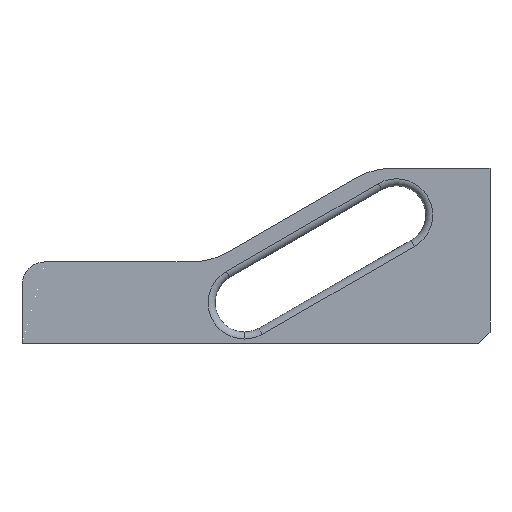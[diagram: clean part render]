
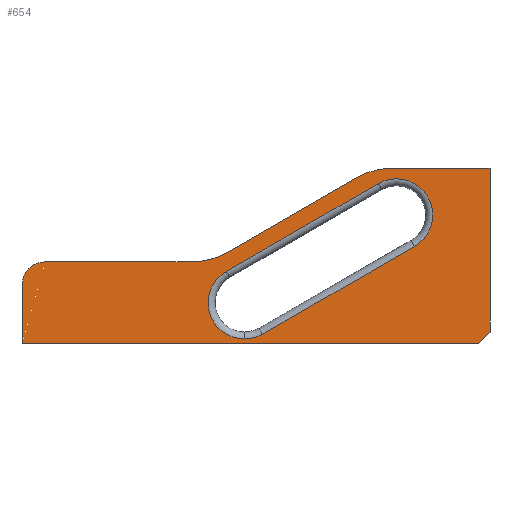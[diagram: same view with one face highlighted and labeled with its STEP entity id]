
A CAD part, left-side view. The second image highlights one B-rep face of the part: STEP entity #654.
In plain terms, the highlighted planar face has unit normal (-1, 0, 0).
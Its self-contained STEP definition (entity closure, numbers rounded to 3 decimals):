
#8 = AXIS2_PLACEMENT_3D ( 'NONE', #1072, #453, #1187 ) ;
#31 = EDGE_CURVE ( 'NONE', #700, #360, #781, .T. ) ;
#64 = DIRECTION ( 'NONE',  ( 0., 0., -1. ) ) ;
#80 = DIRECTION ( 'NONE',  ( 0., 0., -1. ) ) ;
#84 = VECTOR ( 'NONE', #149, 1000. ) ;
#89 = EDGE_CURVE ( 'NONE', #491, #839, #563, .T. ) ;
#117 = DIRECTION ( 'NONE',  ( 0., -0.866, 0.5 ) ) ;
#142 = CARTESIAN_POINT ( 'NONE',  ( 0., 47.75, -6.577 ) ) ;
#143 = ORIENTED_EDGE ( 'NONE', *, *, #951, .T. ) ;
#145 = AXIS2_PLACEMENT_3D ( 'NONE', #645, #1180, #1283 ) ;
#149 = DIRECTION ( 'NONE',  ( 0., 0.866, -0.5 ) ) ;
#159 = CARTESIAN_POINT ( 'NONE',  ( 0., 0., -75. ) ) ;
#181 = CARTESIAN_POINT ( 'NONE',  ( 0., 56.962, -4.019 ) ) ;
#182 = FACE_BOUND ( 'NONE', #1234, .T. ) ;
#189 = EDGE_CURVE ( 'NONE', #1257, #333, #1205, .T. ) ;
#192 = EDGE_CURVE ( 'NONE', #854, #360, #910, .T. ) ;
#212 = CARTESIAN_POINT ( 'NONE',  ( 0., 47.75, -6.577 ) ) ;
#214 = LINE ( 'NONE', #1137, #230 ) ;
#222 = VERTEX_POINT ( 'NONE', #876 ) ;
#228 = DIRECTION ( 'NONE',  ( 0., 0., -1. ) ) ;
#230 = VECTOR ( 'NONE', #1239, 1000. ) ;
#232 = EDGE_LOOP ( 'NONE', ( #234, #1213, #890, #1221, #777, #739, #374, #381, #635, #887 ) ) ;
#234 = ORIENTED_EDGE ( 'NONE', *, *, #879, .F. ) ;
#235 = AXIS2_PLACEMENT_3D ( 'NONE', #527, #1042, #738 ) ;
#247 = EDGE_CURVE ( 'NONE', #854, #272, #814, .T. ) ;
#251 = VERTEX_POINT ( 'NONE', #882 ) ;
#255 = CARTESIAN_POINT ( 'NONE',  ( 0., 0., -70. ) ) ;
#272 = VERTEX_POINT ( 'NONE', #900 ) ;
#282 = VERTEX_POINT ( 'NONE', #181 ) ;
#295 = VECTOR ( 'NONE', #117, 1000. ) ;
#296 = CARTESIAN_POINT ( 'NONE',  ( 0., 41.962, -30. ) ) ;
#314 = CARTESIAN_POINT ( 'NONE',  ( 0., 41.962, 0. ) ) ;
#333 = VERTEX_POINT ( 'NONE', #586 ) ;
#339 = ORIENTED_EDGE ( 'NONE', *, *, #931, .T. ) ;
#360 = VERTEX_POINT ( 'NONE', #255 ) ;
#366 = CARTESIAN_POINT ( 'NONE',  ( 0., 97.202, -70.923 ) ) ;
#374 = ORIENTED_EDGE ( 'NONE', *, *, #720, .F. ) ;
#381 = ORIENTED_EDGE ( 'NONE', *, *, #749, .T. ) ;
#384 = DIRECTION ( 'NONE',  ( 1., 0., 0. ) ) ;
#405 = CARTESIAN_POINT ( 'NONE',  ( 0., 5., -75. ) ) ;
#409 = VERTEX_POINT ( 'NONE', #1045 ) ;
#417 = DIRECTION ( 'NONE',  ( 1., 0., 0. ) ) ;
#437 = CARTESIAN_POINT ( 'NONE',  ( 0., 190., -40. ) ) ;
#443 = LINE ( 'NONE', #1360, #1319 ) ;
#453 = DIRECTION ( 'NONE',  ( 1., 0., 0. ) ) ;
#489 = FACE_OUTER_BOUND ( 'NONE', #232, .T. ) ;
#491 = VERTEX_POINT ( 'NONE', #437 ) ;
#504 = DIRECTION ( 'NONE',  ( 0., 0., -1. ) ) ;
#511 = CARTESIAN_POINT ( 'NONE',  ( 0., 104.952, -73. ) ) ;
#527 = CARTESIAN_POINT ( 'NONE',  ( 0., 104.952, -57.5 ) ) ;
#563 = CIRCLE ( 'NONE', #145, 10. ) ;
#583 = CIRCLE ( 'NONE', #1171, 30. ) ;
#586 = CARTESIAN_POINT ( 'NONE',  ( 0., 97.202, -70.923 ) ) ;
#608 = AXIS2_PLACEMENT_3D ( 'NONE', #1211, #384, #1210 ) ;
#616 = LINE ( 'NONE', #1127, #853 ) ;
#617 = CARTESIAN_POINT ( 'NONE',  ( 0., 200., -50. ) ) ;
#623 = VERTEX_POINT ( 'NONE', #142 ) ;
#635 = ORIENTED_EDGE ( 'NONE', *, *, #677, .F. ) ;
#645 = CARTESIAN_POINT ( 'NONE',  ( 0., 190., -50. ) ) ;
#654 = ADVANCED_FACE ( 'NONE', ( #182, #489 ), #850, .F. ) ;
#669 = DIRECTION ( 'NONE',  ( 0., -0.707, 0.707 ) ) ;
#677 = EDGE_CURVE ( 'NONE', #222, #282, #616, .T. ) ;
#693 = CARTESIAN_POINT ( 'NONE',  ( 0., 104.952, -57.5 ) ) ;
#700 = VERTEX_POINT ( 'NONE', #1032 ) ;
#706 = AXIS2_PLACEMENT_3D ( 'NONE', #693, #1118, #64 ) ;
#720 = EDGE_CURVE ( 'NONE', #733, #700, #214, .T. ) ;
#733 = VERTEX_POINT ( 'NONE', #314 ) ;
#737 = VERTEX_POINT ( 'NONE', #511 ) ;
#738 = DIRECTION ( 'NONE',  ( 0., 0., -1. ) ) ;
#739 = ORIENTED_EDGE ( 'NONE', *, *, #31, .F. ) ;
#749 = EDGE_CURVE ( 'NONE', #733, #282, #583, .T. ) ;
#777 = ORIENTED_EDGE ( 'NONE', *, *, #192, .T. ) ;
#781 = LINE ( 'NONE', #961, #992 ) ;
#785 = EDGE_CURVE ( 'NONE', #623, #1257, #1038, .T. ) ;
#814 = LINE ( 'NONE', #159, #1148 ) ;
#829 = CIRCLE ( 'NONE', #235, 15.5 ) ;
#839 = VERTEX_POINT ( 'NONE', #617 ) ;
#850 = PLANE ( 'NONE',  #8 ) ;
#853 = VECTOR ( 'NONE', #1141, 1000. ) ;
#854 = VERTEX_POINT ( 'NONE', #405 ) ;
#862 = ORIENTED_EDGE ( 'NONE', *, *, #1174, .T. ) ;
#875 = CIRCLE ( 'NONE', #706, 15.5 ) ;
#876 = CARTESIAN_POINT ( 'NONE',  ( 0., 112.321, -35.981 ) ) ;
#879 = EDGE_CURVE ( 'NONE', #491, #409, #443, .T. ) ;
#882 = CARTESIAN_POINT ( 'NONE',  ( 0., 112.702, -44.077 ) ) ;
#887 = ORIENTED_EDGE ( 'NONE', *, *, #1249, .T. ) ;
#890 = ORIENTED_EDGE ( 'NONE', *, *, #1100, .F. ) ;
#900 = CARTESIAN_POINT ( 'NONE',  ( 0., 200., -75. ) ) ;
#908 = ORIENTED_EDGE ( 'NONE', *, *, #785, .T. ) ;
#909 = VECTOR ( 'NONE', #1117, 1000. ) ;
#910 = LINE ( 'NONE', #1313, #1169 ) ;
#913 = CARTESIAN_POINT ( 'NONE',  ( 0., 40., -20. ) ) ;
#931 = EDGE_CURVE ( 'NONE', #333, #737, #829, .T. ) ;
#940 = ORIENTED_EDGE ( 'NONE', *, *, #189, .T. ) ;
#941 = CIRCLE ( 'NONE', #608, 30. ) ;
#951 = EDGE_CURVE ( 'NONE', #251, #623, #1377, .T. ) ;
#961 = CARTESIAN_POINT ( 'NONE',  ( 0., 0., 0. ) ) ;
#972 = LINE ( 'NONE', #1223, #909 ) ;
#979 = DIRECTION ( 'NONE',  ( 0., 1., 0. ) ) ;
#988 = CARTESIAN_POINT ( 'NONE',  ( 0., 32.25, -33.423 ) ) ;
#992 = VECTOR ( 'NONE', #228, 1000. ) ;
#1016 = DIRECTION ( 'NONE',  ( -1., 0., 0. ) ) ;
#1021 = DIRECTION ( 'NONE',  ( 0., -1., 0. ) ) ;
#1032 = CARTESIAN_POINT ( 'NONE',  ( 0., 0., 0. ) ) ;
#1038 = CIRCLE ( 'NONE', #1195, 15.5 ) ;
#1042 = DIRECTION ( 'NONE',  ( 1., 0., 0. ) ) ;
#1045 = CARTESIAN_POINT ( 'NONE',  ( 0., 127.321, -40. ) ) ;
#1072 = CARTESIAN_POINT ( 'NONE',  ( 0., 0., 0. ) ) ;
#1100 = EDGE_CURVE ( 'NONE', #272, #839, #972, .T. ) ;
#1117 = DIRECTION ( 'NONE',  ( 0., 0., 1. ) ) ;
#1118 = DIRECTION ( 'NONE',  ( 1., 0., 0. ) ) ;
#1127 = CARTESIAN_POINT ( 'NONE',  ( 0., 50., 0. ) ) ;
#1137 = CARTESIAN_POINT ( 'NONE',  ( 0., 0., 0. ) ) ;
#1141 = DIRECTION ( 'NONE',  ( 0., -0.866, 0.5 ) ) ;
#1148 = VECTOR ( 'NONE', #979, 1000. ) ;
#1169 = VECTOR ( 'NONE', #669, 1000. ) ;
#1171 = AXIS2_PLACEMENT_3D ( 'NONE', #296, #1016, #504 ) ;
#1174 = EDGE_CURVE ( 'NONE', #737, #251, #875, .T. ) ;
#1180 = DIRECTION ( 'NONE',  ( -1., 0., 0. ) ) ;
#1187 = DIRECTION ( 'NONE',  ( 0., 0., -1. ) ) ;
#1195 = AXIS2_PLACEMENT_3D ( 'NONE', #913, #417, #80 ) ;
#1205 = LINE ( 'NONE', #366, #84 ) ;
#1210 = DIRECTION ( 'NONE',  ( 0., 0., -1. ) ) ;
#1211 = CARTESIAN_POINT ( 'NONE',  ( 0., 127.321, -10. ) ) ;
#1213 = ORIENTED_EDGE ( 'NONE', *, *, #89, .T. ) ;
#1221 = ORIENTED_EDGE ( 'NONE', *, *, #247, .F. ) ;
#1223 = CARTESIAN_POINT ( 'NONE',  ( 0., 200., -75. ) ) ;
#1234 = EDGE_LOOP ( 'NONE', ( #143, #908, #940, #339, #862 ) ) ;
#1239 = DIRECTION ( 'NONE',  ( 0., -1., 0. ) ) ;
#1249 = EDGE_CURVE ( 'NONE', #222, #409, #941, .T. ) ;
#1257 = VERTEX_POINT ( 'NONE', #988 ) ;
#1283 = DIRECTION ( 'NONE',  ( 0., 0., -1. ) ) ;
#1313 = CARTESIAN_POINT ( 'NONE',  ( 0., 5., -75. ) ) ;
#1319 = VECTOR ( 'NONE', #1021, 1000. ) ;
#1360 = CARTESIAN_POINT ( 'NONE',  ( 0., 119.282, -40. ) ) ;
#1377 = LINE ( 'NONE', #212, #295 ) ;
